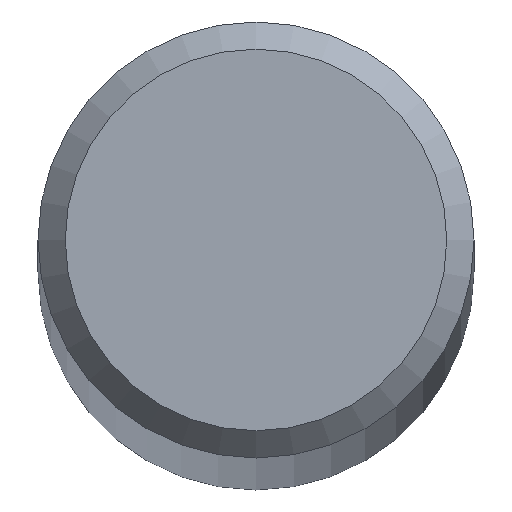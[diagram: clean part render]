
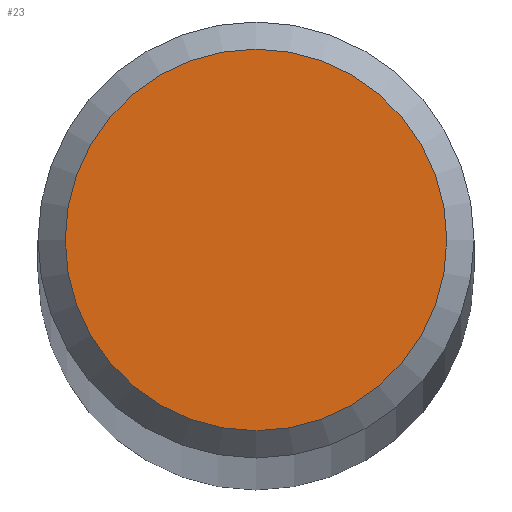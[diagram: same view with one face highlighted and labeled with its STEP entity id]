
A CAD part, top view. The second image highlights one B-rep face of the part: STEP entity #23.
In plain terms, the highlighted planar face has unit normal (0, 0, 1).
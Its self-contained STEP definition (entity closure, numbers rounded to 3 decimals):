
#8 = AXIS2_PLACEMENT_3D ( 'NONE', #94, #128, #129 ) ;
#13 = AXIS2_PLACEMENT_3D ( 'NONE', #120, #124, #114 ) ;
#15 = EDGE_CURVE ( 'NONE', #64, #64, #87, .T. ) ;
#23 = ADVANCED_FACE ( 'NONE', ( #92 ), #135, .T. ) ;
#64 = VERTEX_POINT ( 'NONE', #69 ) ;
#69 = CARTESIAN_POINT ( 'NONE',  ( 3.5, 0., 168.5 ) ) ;
#87 = CIRCLE ( 'NONE', #13, 3.5 ) ;
#92 = FACE_OUTER_BOUND ( 'NONE', #123, .T. ) ;
#94 = CARTESIAN_POINT ( 'NONE',  ( 0., 0., 168.5 ) ) ;
#114 = DIRECTION ( 'NONE',  ( 1., 0., 0. ) ) ;
#120 = CARTESIAN_POINT ( 'NONE',  ( 0., 0., 168.5 ) ) ;
#123 = EDGE_LOOP ( 'NONE', ( #132 ) ) ;
#124 = DIRECTION ( 'NONE',  ( 0., 0., 1. ) ) ;
#128 = DIRECTION ( 'NONE',  ( 0., 0., 1. ) ) ;
#129 = DIRECTION ( 'NONE',  ( 1., 0., 0. ) ) ;
#132 = ORIENTED_EDGE ( 'NONE', *, *, #15, .T. ) ;
#135 = PLANE ( 'NONE',  #8 ) ;
